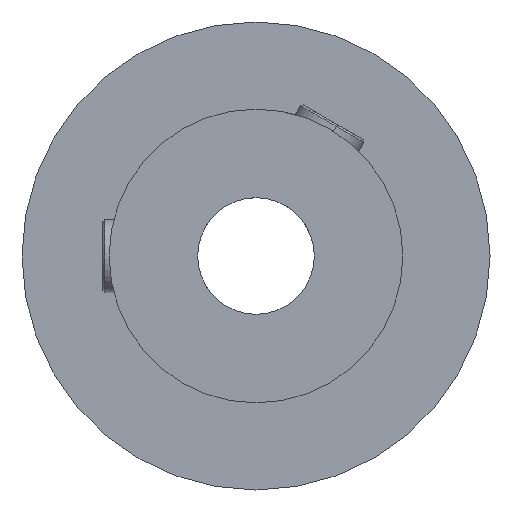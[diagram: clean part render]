
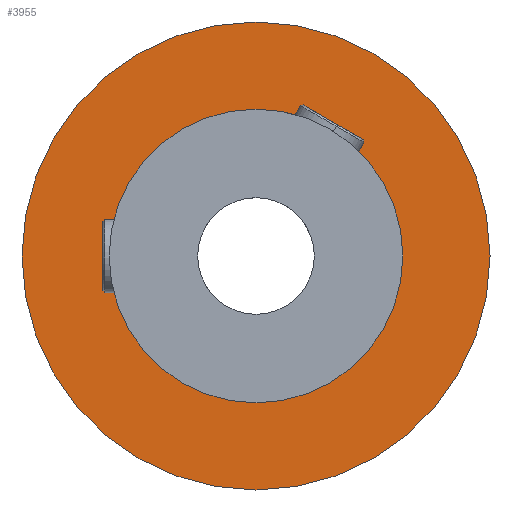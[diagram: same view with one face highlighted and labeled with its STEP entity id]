
A CAD part, left-side view. The second image highlights one B-rep face of the part: STEP entity #3955.
In plain terms, the highlighted planar face has unit normal (-1, 0, 0).
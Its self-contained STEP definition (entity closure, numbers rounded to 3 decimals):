
#126 = FACE_BOUND ( 'NONE', #314, .T. ) ;
#314 = EDGE_LOOP ( 'NONE', ( #4929, #2502 ) ) ;
#395 = EDGE_CURVE ( 'NONE', #3089, #5161, #6747, .T. ) ;
#530 = ORIENTED_EDGE ( 'NONE', *, *, #3529, .T. ) ;
#555 = FACE_OUTER_BOUND ( 'NONE', #5960, .T. ) ;
#620 = DIRECTION ( 'NONE',  ( 1., 0., 0. ) ) ;
#891 = DIRECTION ( 'NONE',  ( -1., 0., 0. ) ) ;
#998 = DIRECTION ( 'NONE',  ( -1., 0., 0. ) ) ;
#1125 = DIRECTION ( 'NONE',  ( 0., 0., -1. ) ) ;
#1224 = VERTEX_POINT ( 'NONE', #5799 ) ;
#1288 = AXIS2_PLACEMENT_3D ( 'NONE', #6885, #998, #1514 ) ;
#1477 = CARTESIAN_POINT ( 'NONE',  ( 6.9, 0., 0. ) ) ;
#1514 = DIRECTION ( 'NONE',  ( 0., 0., 1. ) ) ;
#1753 = VERTEX_POINT ( 'NONE', #5895 ) ;
#2130 = CARTESIAN_POINT ( 'NONE',  ( 6.9, 0., -8. ) ) ;
#2133 = DIRECTION ( 'NONE',  ( -1., 0., 0. ) ) ;
#2502 = ORIENTED_EDGE ( 'NONE', *, *, #395, .F. ) ;
#2744 = PLANE ( 'NONE',  #5992 ) ;
#2791 = AXIS2_PLACEMENT_3D ( 'NONE', #6736, #5755, #6213 ) ;
#2900 = DIRECTION ( 'NONE',  ( 0., 0., 1. ) ) ;
#3089 = VERTEX_POINT ( 'NONE', #2130 ) ;
#3294 = EDGE_CURVE ( 'NONE', #5161, #3089, #5864, .T. ) ;
#3529 = EDGE_CURVE ( 'NONE', #1753, #1224, #4007, .T. ) ;
#3654 = EDGE_CURVE ( 'NONE', #1224, #1753, #5146, .T. ) ;
#3955 = ADVANCED_FACE ( 'NONE', ( #126, #555 ), #2744, .F. ) ;
#4007 = CIRCLE ( 'NONE', #1288, 12.75 ) ;
#4224 = CARTESIAN_POINT ( 'NONE',  ( 6.9, 0., 8. ) ) ;
#4251 = AXIS2_PLACEMENT_3D ( 'NONE', #1477, #2133, #4743 ) ;
#4743 = DIRECTION ( 'NONE',  ( 0., 0., 1. ) ) ;
#4929 = ORIENTED_EDGE ( 'NONE', *, *, #3294, .F. ) ;
#5016 = CARTESIAN_POINT ( 'NONE',  ( 6.9, 8., 0. ) ) ;
#5146 = CIRCLE ( 'NONE', #5841, 12.75 ) ;
#5161 = VERTEX_POINT ( 'NONE', #4224 ) ;
#5755 = DIRECTION ( 'NONE',  ( -1., 0., 0. ) ) ;
#5799 = CARTESIAN_POINT ( 'NONE',  ( 6.9, 0., 12.75 ) ) ;
#5841 = AXIS2_PLACEMENT_3D ( 'NONE', #6582, #891, #2900 ) ;
#5864 = CIRCLE ( 'NONE', #2791, 8. ) ;
#5895 = CARTESIAN_POINT ( 'NONE',  ( 6.9, 0., -12.75 ) ) ;
#5933 = ORIENTED_EDGE ( 'NONE', *, *, #3654, .T. ) ;
#5960 = EDGE_LOOP ( 'NONE', ( #5933, #530 ) ) ;
#5992 = AXIS2_PLACEMENT_3D ( 'NONE', #5016, #620, #1125 ) ;
#6213 = DIRECTION ( 'NONE',  ( 0., 0., 1. ) ) ;
#6582 = CARTESIAN_POINT ( 'NONE',  ( 6.9, 0., 0. ) ) ;
#6736 = CARTESIAN_POINT ( 'NONE',  ( 6.9, 0., 0. ) ) ;
#6747 = CIRCLE ( 'NONE', #4251, 8. ) ;
#6885 = CARTESIAN_POINT ( 'NONE',  ( 6.9, 0., 0. ) ) ;
